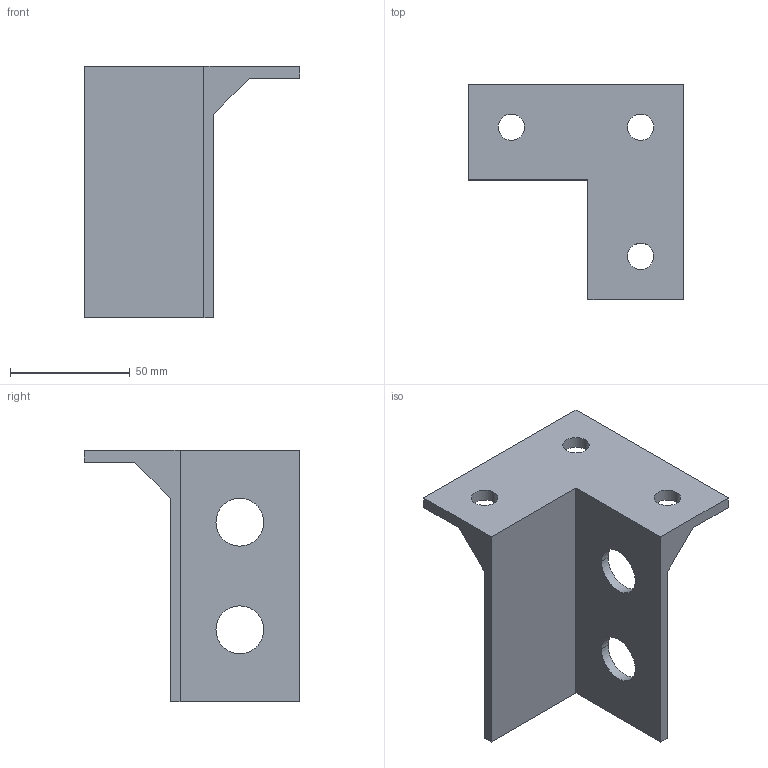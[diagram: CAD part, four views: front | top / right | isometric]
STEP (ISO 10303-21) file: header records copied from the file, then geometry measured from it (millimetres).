
FILE_DESCRIPTION (( 'STEP AP214' ), '1' );
FILE_NAME ('cale coude libre 5mm.STEP', '2023-10-25T13:37:51', ( '' ), ( '' ), 'SwSTEP 2.0', 'SolidWorks 2023', '' );
FILE_SCHEMA (( 'AUTOMOTIVE_DESIGN' ));
Length unit declared in the file: millimetre
Products named in the file (1): cale coude libre 5mm
Bounding box: 90 x 90 x 105 mm (x, y, z)
Volume: 66561.2 mm3; surface area: 34173.9 mm2
Topology: 1 solids, 1 shells, 25 faces, 69 edges, 46 vertices
Faces by surface type: plane 15, cylinder 10
Entity records: 846 total; most frequent: DIRECTION 141, CARTESIAN_POINT 141, ORIENTED_EDGE 138, EDGE_CURVE 69, LINE 49, VECTOR 49, VERTEX_POINT 46, AXIS2_PLACEMENT_3D 46
